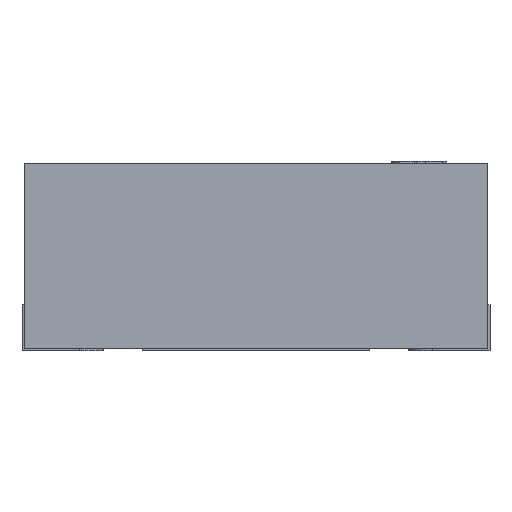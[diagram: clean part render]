
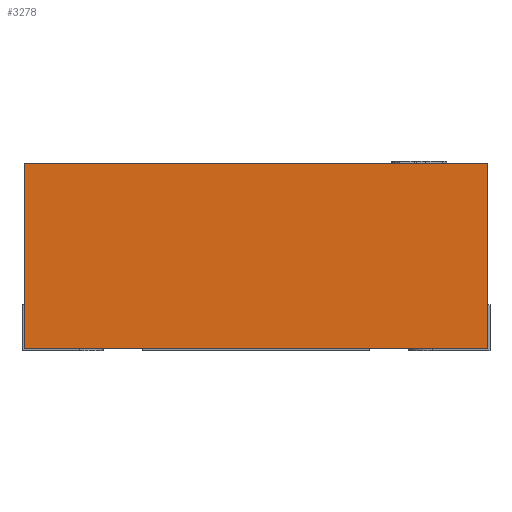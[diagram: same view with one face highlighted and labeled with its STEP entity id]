
A CAD part, front view. The second image highlights one B-rep face of the part: STEP entity #3278.
In plain terms, the highlighted planar face has unit normal (0, -1, 0).
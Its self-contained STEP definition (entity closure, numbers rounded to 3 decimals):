
#161 = VERTEX_POINT ( 'NONE', #12868 ) ;
#170 = VERTEX_POINT ( 'NONE', #4850 ) ;
#288 = ORIENTED_EDGE ( 'NONE', *, *, #753, .F. ) ;
#415 = CARTESIAN_POINT ( 'NONE',  ( -1., -1., 0.01 ) ) ;
#623 = EDGE_CURVE ( 'NONE', #161, #170, #18091, .T. ) ;
#753 = EDGE_CURVE ( 'NONE', #5048, #8772, #4538, .T. ) ;
#1548 = DIRECTION ( 'NONE',  ( 0., 1., 0. ) ) ;
#1698 = CARTESIAN_POINT ( 'NONE',  ( -1., -1., 0.81 ) ) ;
#1962 = LINE ( 'NONE', #415, #2177 ) ;
#2177 = VECTOR ( 'NONE', #7195, 1000. ) ;
#2609 = ORIENTED_EDGE ( 'NONE', *, *, #20017, .F. ) ;
#2995 = CARTESIAN_POINT ( 'NONE',  ( 1., -1., 0.01 ) ) ;
#3000 = VECTOR ( 'NONE', #3334, 1000. ) ;
#3135 = ORIENTED_EDGE ( 'NONE', *, *, #11610, .T. ) ;
#3278 = ADVANCED_FACE ( 'NONE', ( #16202 ), #20007, .F. ) ;
#3334 = DIRECTION ( 'NONE',  ( 0., 0., -1. ) ) ;
#4110 = EDGE_LOOP ( 'NONE', ( #3135, #288, #2609, #5910 ) ) ;
#4538 = LINE ( 'NONE', #21603, #3000 ) ;
#4850 = CARTESIAN_POINT ( 'NONE',  ( -1., -1., 0.01 ) ) ;
#5048 = VERTEX_POINT ( 'NONE', #21135 ) ;
#5910 = ORIENTED_EDGE ( 'NONE', *, *, #623, .T. ) ;
#6411 = DIRECTION ( 'NONE',  ( 0., 0., -1. ) ) ;
#7195 = DIRECTION ( 'NONE',  ( 1., 0., 0. ) ) ;
#8772 = VERTEX_POINT ( 'NONE', #2995 ) ;
#9964 = CARTESIAN_POINT ( 'NONE',  ( -1., -1., 0.81 ) ) ;
#11052 = LINE ( 'NONE', #9964, #15686 ) ;
#11595 = DIRECTION ( 'NONE',  ( 0., 0., 1. ) ) ;
#11610 = EDGE_CURVE ( 'NONE', #170, #8772, #1962, .T. ) ;
#12868 = CARTESIAN_POINT ( 'NONE',  ( -1., -1., 0.81 ) ) ;
#13151 = CARTESIAN_POINT ( 'NONE',  ( -1., -1., 0.81 ) ) ;
#14127 = VECTOR ( 'NONE', #6411, 1000. ) ;
#15686 = VECTOR ( 'NONE', #18496, 1000. ) ;
#16202 = FACE_OUTER_BOUND ( 'NONE', #4110, .T. ) ;
#18091 = LINE ( 'NONE', #1698, #14127 ) ;
#18496 = DIRECTION ( 'NONE',  ( 1., 0., 0. ) ) ;
#20007 = PLANE ( 'NONE',  #20325 ) ;
#20017 = EDGE_CURVE ( 'NONE', #161, #5048, #11052, .T. ) ;
#20325 = AXIS2_PLACEMENT_3D ( 'NONE', #13151, #1548, #11595 ) ;
#21135 = CARTESIAN_POINT ( 'NONE',  ( 1., -1., 0.81 ) ) ;
#21603 = CARTESIAN_POINT ( 'NONE',  ( 1., -1., 0.81 ) ) ;
